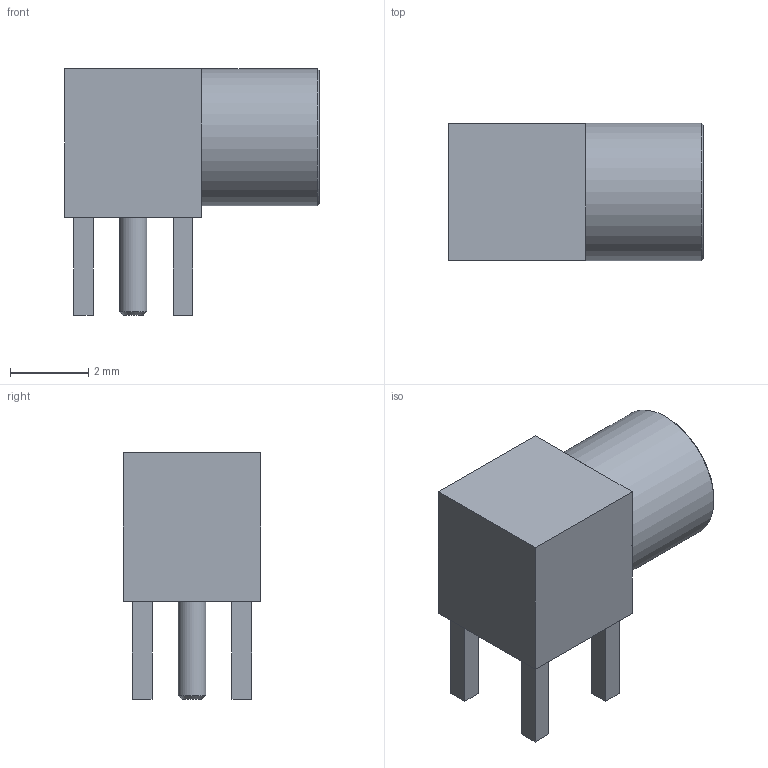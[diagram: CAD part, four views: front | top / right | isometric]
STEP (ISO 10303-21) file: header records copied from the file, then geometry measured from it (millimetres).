
FILE_DESCRIPTION(/* description */ ('Unknown'),/* implementation_level */ '2;1');
FILE_NAME(/* name */ 'Wurth 66011002111501.step',/* time_stamp */ '2024-07-24T03:42:10+01:00',/* author */ (''),/* organization */ (''),/* preprocessor_version */ 'ST-DEVELOPER v20',/* originating_system */ 'Autodesk Translation Framework v13.14.0.145',/* authorisation */ '');
FILE_SCHEMA (('AUTOMOTIVE_DESIGN { 1 0 10303 214 3 1 1 }'));
Length unit declared in the file: millimetre
Products named in the file (1): 66011002111501
Bounding box: 6.5 x 3.5 x 6.3 mm (x, y, z)
Volume: 63.5 mm3; surface area: 173.7 mm2
Topology: 1 solids, 1 shells, 58 faces, 129 edges, 82 vertices
Faces by surface type: plane 38, cylinder 13, cone 7
Full cylindrical faces by diameter (mm): 0.7 x1, 2.25 x2, 2.42 x1, 2.9 x1, 3.02 x1, 3.5 x1
Entity records: 1659 total; most frequent: DIRECTION 289, CARTESIAN_POINT 282, ORIENTED_EDGE 258, EDGE_CURVE 129, AXIS2_PLACEMENT_3D 105, VERTEX_POINT 82, LINE 79, VECTOR 79
